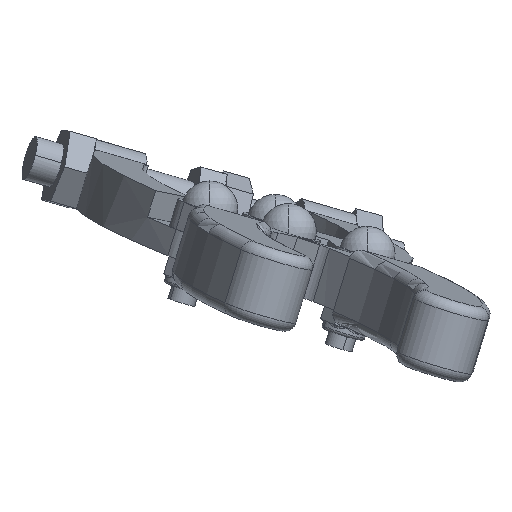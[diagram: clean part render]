
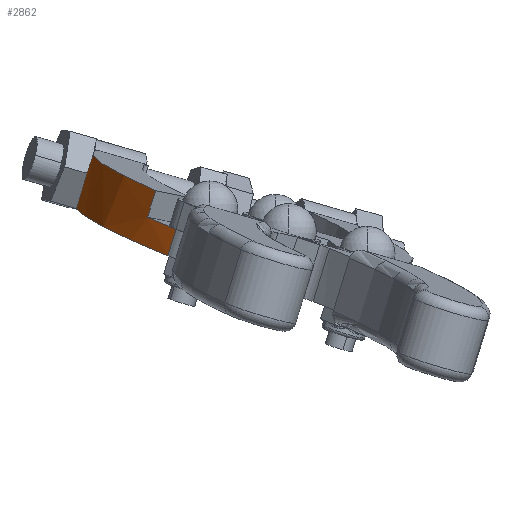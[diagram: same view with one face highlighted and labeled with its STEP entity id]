
A CAD part, front view. The second image highlights one B-rep face of the part: STEP entity #2862.
In plain terms, the highlighted cylindrical face has radius 86.562 mm (diameter 173.125 mm), a partial arc.
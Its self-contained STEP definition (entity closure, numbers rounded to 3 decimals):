
#2498=AXIS2_PLACEMENT_3D('Circle Axis2P3D',#2496,#2497,$) ;
#2809=AXIS2_PLACEMENT_3D('Cylinder Axis2P3D',#2806,#2807,#2808) ;
#2825=AXIS2_PLACEMENT_3D('Circle Axis2P3D',#2823,#2824,$) ;
#1913=CARTESIAN_POINT('Vertex',(214.332,161.726,14.313)) ;
#1917=CARTESIAN_POINT('Control Point',(219.426,153.828,12.171)) ;
#1918=CARTESIAN_POINT('Control Point',(218.323,155.345,12.62)) ;
#1919=CARTESIAN_POINT('Control Point',(217.261,156.894,13.06)) ;
#1920=CARTESIAN_POINT('Control Point',(216.24,158.477,13.489)) ;
#1921=CARTESIAN_POINT('Control Point',(215.264,160.088,13.907)) ;
#1922=CARTESIAN_POINT('Control Point',(214.332,161.726,14.313)) ;
#1923=CARTESIAN_POINT('Vertex',(219.426,153.828,12.171)) ;
#2493=CARTESIAN_POINT('Vertex',(217.971,154.184,7.4)) ;
#2496=CARTESIAN_POINT('Axis2P3D Location',(284.351,207.298,-8.896)) ;
#2500=CARTESIAN_POINT('Vertex',(201.93,213.826,16.74)) ;
#2791=CARTESIAN_POINT('Vertex',(215.788,161.371,19.084)) ;
#2794=CARTESIAN_POINT('Line Origine',(215.06,161.548,16.699)) ;
#2806=CARTESIAN_POINT('Axis2P3D Location',(284.351,207.298,-8.896)) ;
#2811=CARTESIAN_POINT('Line Origine',(201.93,213.826,16.74)) ;
#2815=CARTESIAN_POINT('Vertex',(202.88,213.594,19.852)) ;
#2818=CARTESIAN_POINT('Line Origine',(217.971,154.184,7.4)) ;
#2823=CARTESIAN_POINT('Axis2P3D Location',(287.262,206.587,0.644)) ;
#2827=CARTESIAN_POINT('Vertex',(204.841,213.115,26.281)) ;
#2830=CARTESIAN_POINT('Line Origine',(201.93,213.826,16.74)) ;
#2834=CARTESIAN_POINT('Vertex',(204.061,213.306,23.724)) ;
#2838=CARTESIAN_POINT('Control Point',(204.061,213.306,23.724)) ;
#2839=CARTESIAN_POINT('Control Point',(203.874,212.955,23.212)) ;
#2840=CARTESIAN_POINT('Control Point',(203.69,212.604,22.7)) ;
#2841=CARTESIAN_POINT('Control Point',(203.508,212.253,22.187)) ;
#2842=CARTESIAN_POINT('Vertex',(203.508,212.253,22.187)) ;
#2846=CARTESIAN_POINT('Control Point',(202.88,213.594,19.852)) ;
#2847=CARTESIAN_POINT('Control Point',(203.086,213.147,20.631)) ;
#2848=CARTESIAN_POINT('Control Point',(203.296,212.7,21.409)) ;
#2849=CARTESIAN_POINT('Control Point',(203.508,212.253,22.187)) ;
#2497=DIRECTION('Axis2P3D Direction',(0.291,-0.071,0.954)) ;
#2795=DIRECTION('Vector Direction',(0.291,-0.071,0.954)) ;
#2807=DIRECTION('Axis2P3D Direction',(0.291,-0.071,0.954)) ;
#2808=DIRECTION('Axis2P3D XDirection',(-0.952,0.075,0.296)) ;
#2812=DIRECTION('Vector Direction',(0.291,-0.071,0.954)) ;
#2819=DIRECTION('Vector Direction',(0.291,-0.071,0.954)) ;
#2824=DIRECTION('Axis2P3D Direction',(0.291,-0.071,0.954)) ;
#2831=DIRECTION('Vector Direction',(0.291,-0.071,0.954)) ;
#2796=VECTOR('Line Direction',#2795,1.) ;
#2813=VECTOR('Line Direction',#2812,1.) ;
#2820=VECTOR('Line Direction',#2819,1.) ;
#2832=VECTOR('Line Direction',#2831,1.) ;
#2852=ORIENTED_EDGE('',*,*,#2817,.F.) ;
#2853=ORIENTED_EDGE('',*,*,#2502,.T.) ;
#2854=ORIENTED_EDGE('',*,*,#2822,.T.) ;
#2855=ORIENTED_EDGE('',*,*,#1925,.T.) ;
#2856=ORIENTED_EDGE('',*,*,#2798,.T.) ;
#2857=ORIENTED_EDGE('',*,*,#2829,.T.) ;
#2858=ORIENTED_EDGE('',*,*,#2836,.F.) ;
#2859=ORIENTED_EDGE('',*,*,#2844,.T.) ;
#2860=ORIENTED_EDGE('',*,*,#2850,.F.) ;
#2862=ADVANCED_FACE('SPANNZANGE_TS_G_150_JW30_357908',(#2861),#2810,.T.) ;
#1916=B_SPLINE_CURVE_WITH_KNOTS('',5,(#1917,#1918,#1919,#1920,#1921,#1922),.UNSPECIFIED.,.F.,.U.,(6,6),(0.,13.636),.UNSPECIFIED.) ;
#2837=B_SPLINE_CURVE_WITH_KNOTS('',3,(#2838,#2839,#2840,#2841),.UNSPECIFIED.,.F.,.U.,(4,4),(0.,2.748),.UNSPECIFIED.) ;
#2845=B_SPLINE_CURVE_WITH_KNOTS('',3,(#2846,#2847,#2848,#2849),.UNSPECIFIED.,.F.,.U.,(4,4),(0.,3.91),.UNSPECIFIED.) ;
#2499=CIRCLE('generated circle',#2498,86.563) ;
#2826=CIRCLE('generated circle',#2825,86.563) ;
#2810=CYLINDRICAL_SURFACE('generated cylinder',#2809,86.563) ;
#1925=EDGE_CURVE('',#1924,#1914,#1916,.T.) ;
#2502=EDGE_CURVE('',#2501,#2494,#2499,.T.) ;
#2798=EDGE_CURVE('',#1914,#2792,#2797,.T.) ;
#2817=EDGE_CURVE('',#2501,#2816,#2814,.T.) ;
#2822=EDGE_CURVE('',#2494,#1924,#2821,.T.) ;
#2829=EDGE_CURVE('',#2792,#2828,#2826,.F.) ;
#2836=EDGE_CURVE('',#2835,#2828,#2833,.T.) ;
#2844=EDGE_CURVE('',#2835,#2843,#2837,.T.) ;
#2850=EDGE_CURVE('',#2816,#2843,#2845,.T.) ;
#2851=EDGE_LOOP('',(#2852,#2853,#2854,#2855,#2856,#2857,#2858,#2859,#2860)) ;
#2861=FACE_OUTER_BOUND('',#2851,.T.) ;
#2797=LINE('Line',#2794,#2796) ;
#2814=LINE('Line',#2811,#2813) ;
#2821=LINE('Line',#2818,#2820) ;
#2833=LINE('Line',#2830,#2832) ;
#1914=VERTEX_POINT('',#1913) ;
#1924=VERTEX_POINT('',#1923) ;
#2494=VERTEX_POINT('',#2493) ;
#2501=VERTEX_POINT('',#2500) ;
#2792=VERTEX_POINT('',#2791) ;
#2816=VERTEX_POINT('',#2815) ;
#2828=VERTEX_POINT('',#2827) ;
#2835=VERTEX_POINT('',#2834) ;
#2843=VERTEX_POINT('',#2842) ;
